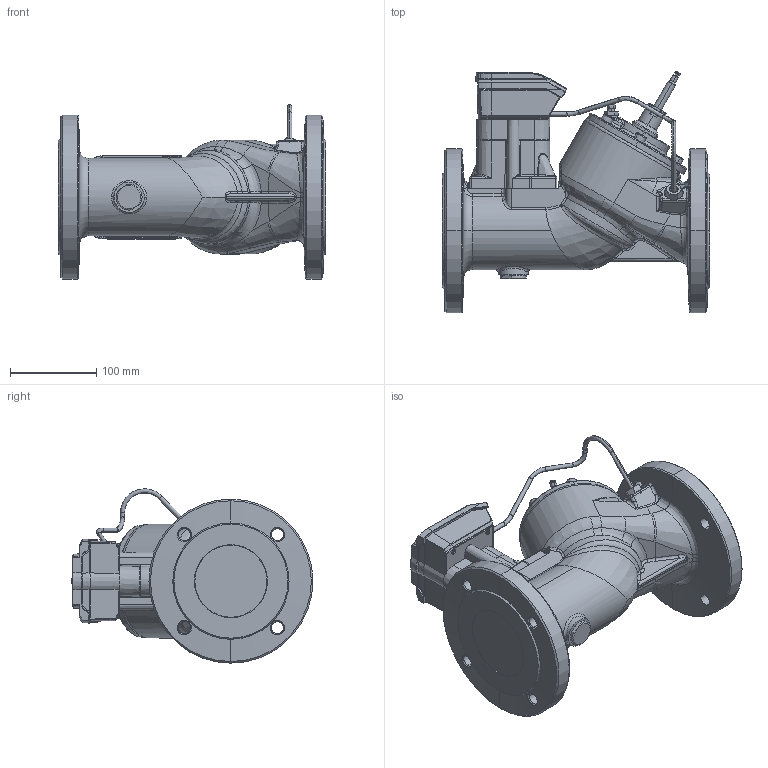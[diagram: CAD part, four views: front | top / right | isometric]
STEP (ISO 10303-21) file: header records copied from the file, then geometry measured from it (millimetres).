
FILE_DESCRIPTION (( 'STEP AP203' ), '1' );
FILE_NAME ('16089 - Smartvalve DN80.step', '2021-04-07T08:49:18', ( '' ), ( '' ), 'SwSTEP 2.0', 'SolidWorks 2019', '' );
FILE_SCHEMA (( 'CONFIG_CONTROL_DESIGN' ));
Length unit declared in the file: millimetre
Products named in the file (14): 16194 - Reducer M14 to G1-16; 16084 - CV-part Smartvalve DN80_Simplified; 16168 - Scraper holder SV DN65,80; 31145060 - Smartbox_Simplified DN80; 16086 - Valve stem SV DN65,80_16086 - Steblo krmilnega dela SV DN65,80; 16145 - Smartbox holder SV DN65,80_Simplified; 11226 - Vijak,inbus M8 x 16 DIN912 A2F 8.8; 16147 - Mirror SV DN65,80; 16085 - Bonnet SV DN80 (machined)_Simplified; 16062 - Temperature pocket JUMO 902440-41; 52265302 - Plug G1-16; 16074, 16199, 16200 - Valve housing SV DN80 (phase)_Simplified; 16089 - Smartvalve DN80; 16078 - Sealing housing Smartvalve DN65,80
Assembly tree (20 placements, depth 3):
  16089 - Smartvalve DN80
    16074, 16199, 16200 - Valve housing SV DN80 (phase)_Simplified
    16147 - Mirror SV DN65,80
    16145 - Smartbox holder SV DN65,80_Simplified
    31145060 - Smartbox_Simplified DN80
    16062 - Temperature pocket JUMO 902440-41
    16084 - CV-part Smartvalve DN80_Simplified
      16085 - Bonnet SV DN80 (machined)_Simplified
      16078 - Sealing housing Smartvalve DN65,80
      16168 - Scraper holder SV DN65,80
      16086 - Valve stem SV DN65,80_16086 - Steblo krmilnega dela SV DN65,80
      16194 - Reducer M14 to G1-16  x2
      52265302 - Plug G1-16  x2
      11226 - Vijak,inbus M8 x 16 DIN912 A2F 8.8  x6
Bounding box: 310 x 280.16 x 201.93 mm (x, y, z)
Volume: 4839949.8 mm3; surface area: 399914.4 mm2
Topology: 21 solids, 23 shells, 1454 faces, 3315 edges, 1931 vertices
Faces by surface type: cylinder 424, plane 360, bspline 262, cone 223, torus 140, sphere 45
Entity records: 68581 total; most frequent: CARTESIAN_POINT 40938, ORIENTED_EDGE 5670, DIRECTION 5152, EDGE_CURVE 2835, AXIS2_PLACEMENT_3D 2121, VERTEX_POINT 1670, EDGE_LOOP 1335, FACE_OUTER_BOUND 1244
